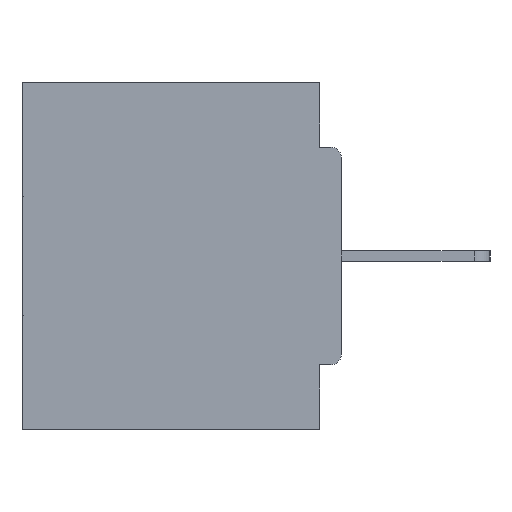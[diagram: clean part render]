
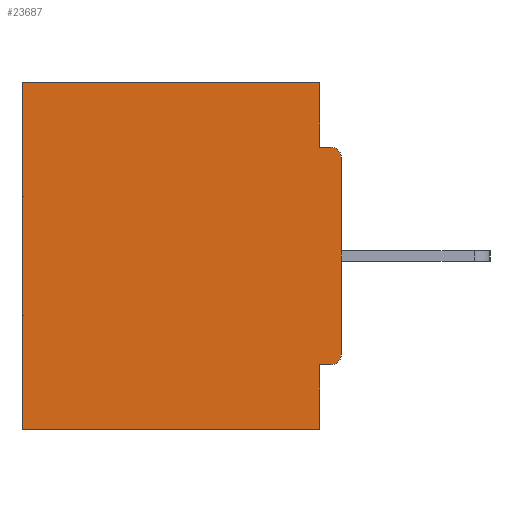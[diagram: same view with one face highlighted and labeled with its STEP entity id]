
A CAD part, left-side view. The second image highlights one B-rep face of the part: STEP entity #23687.
In plain terms, the highlighted planar face has unit normal (-1, 0, 0).
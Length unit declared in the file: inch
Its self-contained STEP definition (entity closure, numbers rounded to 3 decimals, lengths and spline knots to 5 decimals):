
#577 = VERTEX_POINT ( 'NONE', #15259 ) ;
#1650 = VERTEX_POINT ( 'NONE', #33243 ) ;
#1689 = CARTESIAN_POINT ( 'NONE',  ( 0.298, 0., -0.0935 ) ) ;
#1770 = VERTEX_POINT ( 'NONE', #34470 ) ;
#1814 = LINE ( 'NONE', #17526, #20708 ) ;
#1847 = DIRECTION ( 'NONE',  ( 1., 0., 0. ) ) ;
#2485 = VERTEX_POINT ( 'NONE', #14261 ) ;
#4433 = CARTESIAN_POINT ( 'NONE',  ( 0.298, 0.031, -0.5 ) ) ;
#5517 = EDGE_CURVE ( 'NONE', #577, #24022, #34454, .T. ) ;
#5632 = LINE ( 'NONE', #4433, #14875 ) ;
#5758 = VECTOR ( 'NONE', #28805, 39.37008 ) ;
#6053 = LINE ( 'NONE', #33457, #35060 ) ;
#7360 = CARTESIAN_POINT ( 'NONE',  ( 0.298, 0., -0.3915 ) ) ;
#7396 = DIRECTION ( 'NONE',  ( 0., 0., -1. ) ) ;
#8207 = EDGE_CURVE ( 'NONE', #11225, #1770, #30317, .T. ) ;
#8452 = LINE ( 'NONE', #32054, #24704 ) ;
#8587 = AXIS2_PLACEMENT_3D ( 'NONE', #27158, #1847, #15965 ) ;
#8885 = ORIENTED_EDGE ( 'NONE', *, *, #29307, .T. ) ;
#9064 = CARTESIAN_POINT ( 'NONE',  ( 0.298, 0.031, -0.0935 ) ) ;
#9168 = CARTESIAN_POINT ( 'NONE',  ( 0.298, 0., 0. ) ) ;
#9522 = DIRECTION ( 'NONE',  ( -1., 0., 0. ) ) ;
#9810 = DIRECTION ( 'NONE',  ( 0., 1., 0. ) ) ;
#9920 = EDGE_CURVE ( 'NONE', #19694, #25367, #6053, .T. ) ;
#10125 = CARTESIAN_POINT ( 'NONE',  ( 0.298, 0.46, 0. ) ) ;
#10166 = ORIENTED_EDGE ( 'NONE', *, *, #25727, .F. ) ;
#11225 = VERTEX_POINT ( 'NONE', #9064 ) ;
#11941 = CARTESIAN_POINT ( 'NONE',  ( 0.298, 0.015, -0.3915 ) ) ;
#12127 = VECTOR ( 'NONE', #17013, 39.37008 ) ;
#12772 = ORIENTED_EDGE ( 'NONE', *, *, #12999, .T. ) ;
#12999 = EDGE_CURVE ( 'NONE', #1650, #1770, #16259, .T. ) ;
#13047 = ORIENTED_EDGE ( 'NONE', *, *, #9920, .T. ) ;
#14261 = CARTESIAN_POINT ( 'NONE',  ( 0.298, 0.031, -0.5 ) ) ;
#14367 = AXIS2_PLACEMENT_3D ( 'NONE', #32118, #9522, #15403 ) ;
#14875 = VECTOR ( 'NONE', #7396, 39.37008 ) ;
#15080 = CARTESIAN_POINT ( 'NONE',  ( 0.298, 0.031, -0.5 ) ) ;
#15171 = ORIENTED_EDGE ( 'NONE', *, *, #34212, .F. ) ;
#15257 = EDGE_CURVE ( 'NONE', #30571, #11225, #35023, .T. ) ;
#15259 = CARTESIAN_POINT ( 'NONE',  ( 0.298, 0.015, -0.4065 ) ) ;
#15403 = DIRECTION ( 'NONE',  ( 0., 0., -1. ) ) ;
#15879 = LINE ( 'NONE', #9168, #5758 ) ;
#15965 = DIRECTION ( 'NONE',  ( 0., 0., -1. ) ) ;
#16259 = CIRCLE ( 'NONE', #14367, 0.015 ) ;
#17013 = DIRECTION ( 'NONE',  ( 0., 1., 0. ) ) ;
#17418 = CARTESIAN_POINT ( 'NONE',  ( 0.298, 0.46, -0.5 ) ) ;
#17526 = CARTESIAN_POINT ( 'NONE',  ( 0.298, 0., 0. ) ) ;
#17618 = DIRECTION ( 'NONE',  ( 0., 0., -1. ) ) ;
#18697 = EDGE_CURVE ( 'NONE', #2485, #25367, #8452, .T. ) ;
#19043 = EDGE_CURVE ( 'NONE', #1650, #24022, #1814, .T. ) ;
#19694 = VERTEX_POINT ( 'NONE', #10125 ) ;
#20090 = VECTOR ( 'NONE', #34745, 39.37008 ) ;
#20209 = CARTESIAN_POINT ( 'NONE',  ( 0.298, 0., -0.4065 ) ) ;
#20708 = VECTOR ( 'NONE', #31756, 39.37008 ) ;
#21659 = ORIENTED_EDGE ( 'NONE', *, *, #5517, .T. ) ;
#22290 = DIRECTION ( 'NONE',  ( 0., 0., -1. ) ) ;
#23687 = ADVANCED_FACE ( 'NONE', ( #24213 ), #35507, .F. ) ;
#24022 = VERTEX_POINT ( 'NONE', #7360 ) ;
#24058 = ORIENTED_EDGE ( 'NONE', *, *, #19043, .F. ) ;
#24185 = DIRECTION ( 'NONE',  ( 0., -1., 0. ) ) ;
#24213 = FACE_OUTER_BOUND ( 'NONE', #30428, .T. ) ;
#24704 = VECTOR ( 'NONE', #9810, 39.37008 ) ;
#25205 = CARTESIAN_POINT ( 'NONE',  ( 0.298, 0.031, -0.4065 ) ) ;
#25367 = VERTEX_POINT ( 'NONE', #17418 ) ;
#25465 = CARTESIAN_POINT ( 'NONE',  ( 0.298, 0.031, 0. ) ) ;
#25727 = EDGE_CURVE ( 'NONE', #577, #30489, #29277, .T. ) ;
#26129 = ORIENTED_EDGE ( 'NONE', *, *, #8207, .F. ) ;
#27158 = CARTESIAN_POINT ( 'NONE',  ( 0.298, 0., 0. ) ) ;
#27344 = AXIS2_PLACEMENT_3D ( 'NONE', #11941, #34443, #17618 ) ;
#28003 = ORIENTED_EDGE ( 'NONE', *, *, #18697, .F. ) ;
#28214 = ORIENTED_EDGE ( 'NONE', *, *, #15257, .F. ) ;
#28805 = DIRECTION ( 'NONE',  ( 0., 1., 0. ) ) ;
#29277 = LINE ( 'NONE', #20209, #12127 ) ;
#29307 = EDGE_CURVE ( 'NONE', #30571, #19694, #15879, .T. ) ;
#30317 = LINE ( 'NONE', #1689, #32932 ) ;
#30428 = EDGE_LOOP ( 'NONE', ( #12772, #26129, #28214, #8885, #13047, #28003, #15171, #10166, #21659, #24058 ) ) ;
#30489 = VERTEX_POINT ( 'NONE', #25205 ) ;
#30571 = VERTEX_POINT ( 'NONE', #25465 ) ;
#31756 = DIRECTION ( 'NONE',  ( 0., 0., -1. ) ) ;
#32054 = CARTESIAN_POINT ( 'NONE',  ( 0.298, 0., -0.5 ) ) ;
#32118 = CARTESIAN_POINT ( 'NONE',  ( 0.298, 0.015, -0.1085 ) ) ;
#32932 = VECTOR ( 'NONE', #24185, 39.37008 ) ;
#33243 = CARTESIAN_POINT ( 'NONE',  ( 0.298, 0., -0.1085 ) ) ;
#33457 = CARTESIAN_POINT ( 'NONE',  ( 0.298, 0.46, 0. ) ) ;
#34212 = EDGE_CURVE ( 'NONE', #30489, #2485, #5632, .T. ) ;
#34443 = DIRECTION ( 'NONE',  ( -1., 0., 0. ) ) ;
#34454 = CIRCLE ( 'NONE', #27344, 0.015 ) ;
#34470 = CARTESIAN_POINT ( 'NONE',  ( 0.298, 0.015, -0.0935 ) ) ;
#34745 = DIRECTION ( 'NONE',  ( 0., 0., -1. ) ) ;
#35023 = LINE ( 'NONE', #15080, #20090 ) ;
#35060 = VECTOR ( 'NONE', #22290, 39.37008 ) ;
#35507 = PLANE ( 'NONE',  #8587 ) ;
